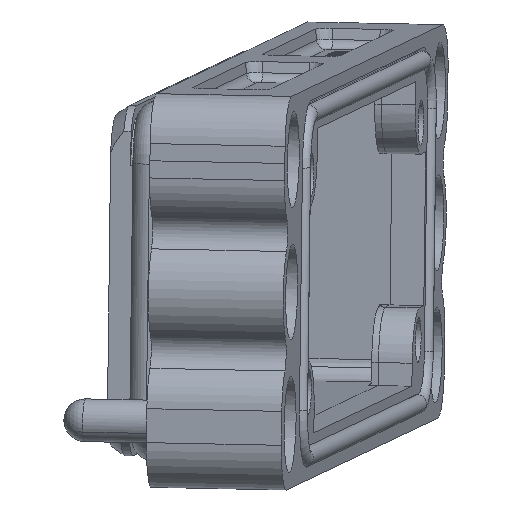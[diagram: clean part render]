
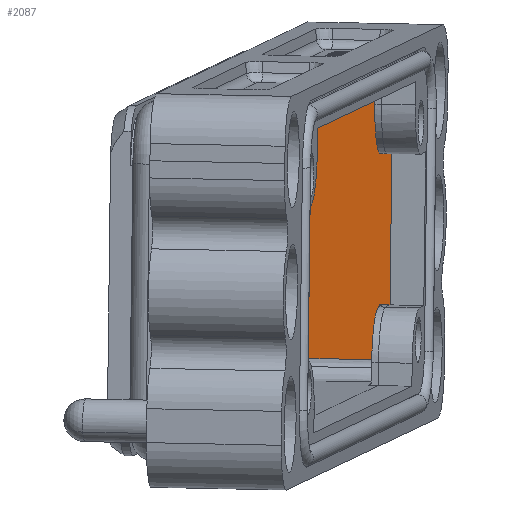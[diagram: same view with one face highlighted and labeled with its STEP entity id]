
A CAD part, left-side view. The second image highlights one B-rep face of the part: STEP entity #2087.
In plain terms, the highlighted face is planar.
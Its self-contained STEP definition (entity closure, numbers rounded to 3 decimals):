
#431=PLANE('',#7757);
#841=LINE('',#13245,#1303);
#900=LINE('',#13519,#1362);
#901=LINE('',#13521,#1363);
#902=LINE('',#13522,#1364);
#903=LINE('',#13535,#1365);
#904=LINE('',#13537,#1366);
#1303=VECTOR('',#8826,1.);
#1362=VECTOR('',#9015,1.);
#1363=VECTOR('',#9016,1.);
#1364=VECTOR('',#9017,1.);
#1365=VECTOR('',#9018,1.);
#1366=VECTOR('',#9019,1.);
#1769=B_SPLINE_CURVE_WITH_KNOTS('',3,(#13481,#13482,#13483,#13484,#13485,
#13486,#13487,#13488,#13489,#13490),.UNSPECIFIED.,.F.,.F.,(4,3,3,4),(0.,
0.009,0.253,1.),.UNSPECIFIED.);
#1772=B_SPLINE_CURVE_WITH_KNOTS('',3,(#13524,#13525,#13526,#13527,#13528,
#13529,#13530,#13531,#13532,#13533),.UNSPECIFIED.,.F.,.F.,(4,3,3,4),(0.,
0.204,0.991,1.),.UNSPECIFIED.);
#2087=ADVANCED_FACE('',(#2482),#431,.T.);
#2482=FACE_OUTER_BOUND('',#2937,.T.);
#2937=EDGE_LOOP('',(#4128,#4129,#4130,#4131,#4132,#4133,#4134,#4135));
#4128=ORIENTED_EDGE('',*,*,#6628,.F.);
#4129=ORIENTED_EDGE('',*,*,#6629,.T.);
#4130=ORIENTED_EDGE('',*,*,#6625,.F.);
#4131=ORIENTED_EDGE('',*,*,#6630,.T.);
#4132=ORIENTED_EDGE('',*,*,#6631,.F.);
#4133=ORIENTED_EDGE('',*,*,#6632,.T.);
#4134=ORIENTED_EDGE('',*,*,#6633,.T.);
#4135=ORIENTED_EDGE('',*,*,#6528,.T.);
#5725=VERTEX_POINT('',#13246);
#5726=VERTEX_POINT('',#13247);
#5788=VERTEX_POINT('',#13491);
#5789=VERTEX_POINT('',#13492);
#5790=VERTEX_POINT('',#13520);
#5791=VERTEX_POINT('',#13523);
#5792=VERTEX_POINT('',#13534);
#5793=VERTEX_POINT('',#13536);
#6528=EDGE_CURVE('',#5725,#5726,#841,.T.);
#6625=EDGE_CURVE('',#5788,#5789,#1769,.T.);
#6628=EDGE_CURVE('',#5790,#5726,#900,.T.);
#6629=EDGE_CURVE('',#5790,#5789,#901,.T.);
#6630=EDGE_CURVE('',#5788,#5791,#902,.T.);
#6631=EDGE_CURVE('',#5792,#5791,#1772,.T.);
#6632=EDGE_CURVE('',#5792,#5793,#903,.T.);
#6633=EDGE_CURVE('',#5793,#5725,#904,.T.);
#7757=AXIS2_PLACEMENT_3D('',#13538,#9020,#9021);
#8826=DIRECTION('',(0.,0.,1.));
#9015=DIRECTION('',(-0.009,-1.,-0.009));
#9016=DIRECTION('',(0.,0.,1.));
#9017=DIRECTION('',(0.,0.,-1.));
#9018=DIRECTION('',(0.,0.,1.));
#9019=DIRECTION('',(-0.009,-1.,0.009));
#9020=DIRECTION('',(-1.,0.009,0.));
#9021=DIRECTION('',(0.,0.,1.));
#13245=CARTESIAN_POINT('',(71.,5.,-9.319));
#13246=CARTESIAN_POINT('',(71.,5.,-11.3));
#13247=CARTESIAN_POINT('',(71.,5.,11.3));
#13481=CARTESIAN_POINT('',(71.207,28.7,19.467));
#13482=CARTESIAN_POINT('',(71.206,28.633,19.467));
#13483=CARTESIAN_POINT('',(71.206,28.567,19.467));
#13484=CARTESIAN_POINT('',(71.205,28.5,19.467));
#13485=CARTESIAN_POINT('',(71.189,26.697,19.462));
#13486=CARTESIAN_POINT('',(71.174,24.893,19.457));
#13487=CARTESIAN_POINT('',(71.158,23.09,19.452));
#13488=CARTESIAN_POINT('',(71.11,17.558,19.436));
#13489=CARTESIAN_POINT('',(71.061,12.027,19.42));
#13490=CARTESIAN_POINT('',(71.013,6.496,19.404));
#13491=CARTESIAN_POINT('',(71.207,28.7,19.467));
#13492=CARTESIAN_POINT('',(71.013,6.496,19.404));
#13519=CARTESIAN_POINT('',(71.004,5.501,11.304));
#13520=CARTESIAN_POINT('',(71.013,6.496,11.313));
#13521=CARTESIAN_POINT('',(71.013,6.496,19.403));
#13522=CARTESIAN_POINT('',(71.207,28.7,-15.66));
#13523=CARTESIAN_POINT('',(71.207,28.7,-19.467));
#13524=CARTESIAN_POINT('',(71.013,6.496,-19.404));
#13525=CARTESIAN_POINT('',(71.026,8.003,-19.409));
#13526=CARTESIAN_POINT('',(71.039,9.51,-19.413));
#13527=CARTESIAN_POINT('',(71.053,11.018,-19.417));
#13528=CARTESIAN_POINT('',(71.103,16.845,-19.434));
#13529=CARTESIAN_POINT('',(71.154,22.673,-19.451));
#13530=CARTESIAN_POINT('',(71.205,28.5,-19.467));
#13531=CARTESIAN_POINT('',(71.206,28.567,-19.467));
#13532=CARTESIAN_POINT('',(71.206,28.633,-19.467));
#13533=CARTESIAN_POINT('',(71.207,28.7,-19.467));
#13534=CARTESIAN_POINT('',(71.013,6.496,-19.404));
#13535=CARTESIAN_POINT('',(71.013,6.496,-11.309));
#13536=CARTESIAN_POINT('',(71.013,6.496,-11.313));
#13537=CARTESIAN_POINT('',(71.,4.977,-11.3));
#13538=CARTESIAN_POINT('',(71.,5.,-15.66));
